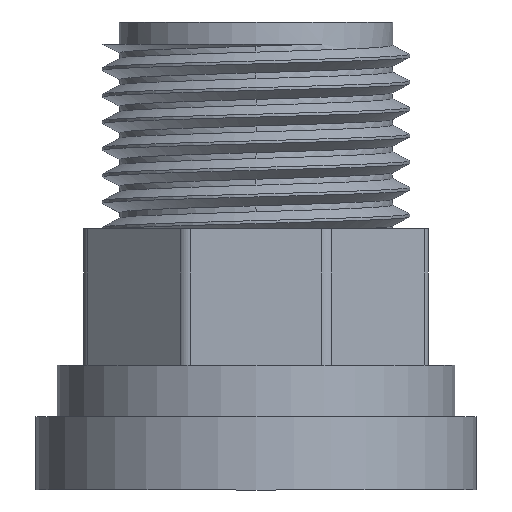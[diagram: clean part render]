
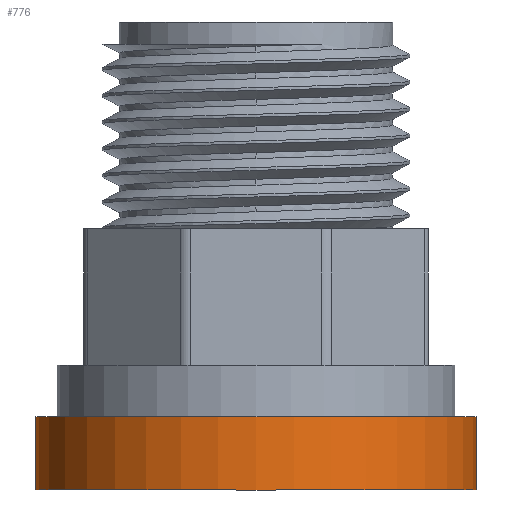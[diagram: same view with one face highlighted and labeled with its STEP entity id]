
A CAD part, front view. The second image highlights one B-rep face of the part: STEP entity #776.
In plain terms, the highlighted cylindrical face has radius 15 mm (diameter 30 mm), a full revolution.
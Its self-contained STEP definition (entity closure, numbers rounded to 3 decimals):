
#55=FACE_OUTER_BOUND('',#102,.T.);
#102=EDGE_LOOP('',(#599,#600,#601,#602));
#157=CIRCLE('',#859,15.);
#158=CIRCLE('',#860,15.);
#231=LINE('',#3550,#282);
#282=VECTOR('',#1009,15.);
#371=VERTEX_POINT('',#3547);
#372=VERTEX_POINT('',#3549);
#465=EDGE_CURVE('',#371,#371,#157,.T.);
#466=EDGE_CURVE('',#371,#372,#231,.T.);
#467=EDGE_CURVE('',#372,#372,#158,.T.);
#599=ORIENTED_EDGE('',*,*,#465,.F.);
#600=ORIENTED_EDGE('',*,*,#466,.T.);
#601=ORIENTED_EDGE('',*,*,#467,.T.);
#602=ORIENTED_EDGE('',*,*,#466,.F.);
#746=CYLINDRICAL_SURFACE('',#858,15.);
#776=ADVANCED_FACE('',(#55),#746,.T.);
#858=AXIS2_PLACEMENT_3D('',#3546,#1005,#1006);
#859=AXIS2_PLACEMENT_3D('',#3548,#1007,#1008);
#860=AXIS2_PLACEMENT_3D('',#3551,#1010,#1011);
#1005=DIRECTION('center_axis',(0.,0.,-1.));
#1006=DIRECTION('ref_axis',(0.,1.,0.));
#1007=DIRECTION('center_axis',(0.,0.,-1.));
#1008=DIRECTION('ref_axis',(0.,1.,0.));
#1009=DIRECTION('',(0.,0.,1.));
#1010=DIRECTION('center_axis',(0.,0.,-1.));
#1011=DIRECTION('ref_axis',(0.,1.,0.));
#3546=CARTESIAN_POINT('Origin',(0.,0.,39.136));
#3547=CARTESIAN_POINT('',(0.,-15.,0.));
#3548=CARTESIAN_POINT('Origin',(0.,0.,0.));
#3549=CARTESIAN_POINT('',(0.,-15.,5.));
#3550=CARTESIAN_POINT('',(0.,-15.,39.136));
#3551=CARTESIAN_POINT('Origin',(0.,0.,5.));
